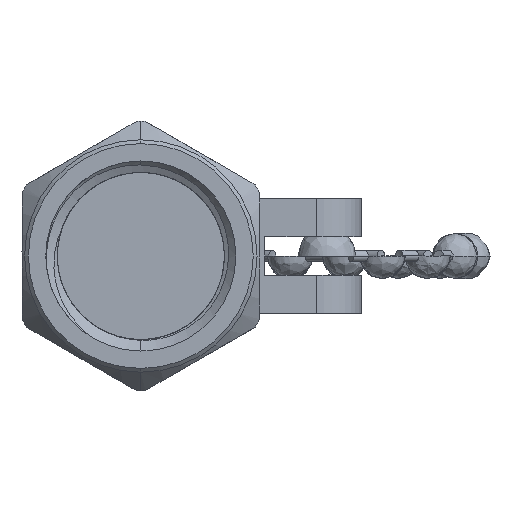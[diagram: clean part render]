
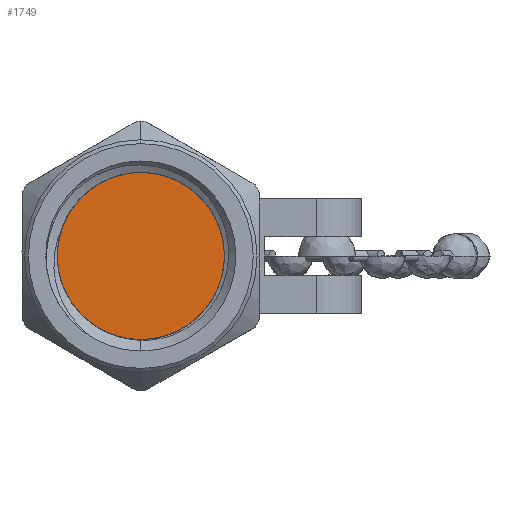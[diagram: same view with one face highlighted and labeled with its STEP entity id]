
A CAD part, left-side view. The second image highlights one B-rep face of the part: STEP entity #1749.
In plain terms, the highlighted face is planar.
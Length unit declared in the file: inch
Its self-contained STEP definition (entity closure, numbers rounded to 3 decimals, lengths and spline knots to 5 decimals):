
#338 = CARTESIAN_POINT ( 'NONE',  ( 0.2, 0.11513, -0.04795 ) ) ;
#430 = ORIENTED_EDGE ( 'NONE', *, *, #6771, .T. ) ;
#604 = CARTESIAN_POINT ( 'NONE',  ( 0.2, 0.01922, 0.11602 ) ) ;
#759 = CARTESIAN_POINT ( 'NONE',  ( 0.19999, 0.11886, -0.03862 ) ) ;
#1121 = PLANE ( 'NONE',  #5246 ) ;
#1182 = CARTESIAN_POINT ( 'NONE',  ( 0.2, 0., 0. ) ) ;
#1268 = CARTESIAN_POINT ( 'NONE',  ( 0.2, -0.06927, 0.08757 ) ) ;
#1362 = CARTESIAN_POINT ( 'NONE',  ( 0.2, -0.10864, -0.02202 ) ) ;
#1583 = ORIENTED_EDGE ( 'NONE', *, *, #10700, .T. ) ;
#1749 = ADVANCED_FACE ( 'NONE', ( #7396 ), #1121, .T. ) ;
#1805 = B_SPLINE_CURVE_WITH_KNOTS ( 'NONE', 3,
 ( #7675, #338, #2238, #2115, #5106, #2296, #9580, #9468, #3182, #7562, #4079, #3968, #11312, #6773, #11200, #6712, #6831, #3237 ),
 .UNSPECIFIED., .F., .F.,
 ( 4, 2, 2, 2, 2, 2, 2, 2, 4 ),
 ( 0., 0.125, 0.25, 0.375, 0.5, 0.625, 0.75, 0.875, 1. ),
 .UNSPECIFIED. ) ;
#1971 = CARTESIAN_POINT ( 'NONE',  ( 0.2, -0.08205, 0.07308 ) ) ;
#2115 = CARTESIAN_POINT ( 'NONE',  ( 0.2, 0.09961, -0.07224 ) ) ;
#2226 = CARTESIAN_POINT ( 'NONE',  ( 0.2, -0.02751, 0.11172 ) ) ;
#2238 = CARTESIAN_POINT ( 'NONE',  ( 0.2, 0.11053, -0.05655 ) ) ;
#2261 = CARTESIAN_POINT ( 'NONE',  ( 0.2, -0.08205, 0.07308 ) ) ;
#2271 = EDGE_CURVE ( 'NONE', #4544, #6123, #1805, .T. ) ;
#2296 = CARTESIAN_POINT ( 'NONE',  ( 0.2, 0.07884, -0.09212 ) ) ;
#2299 = CARTESIAN_POINT ( 'NONE',  ( 0.2, 0.11978, 0.03913 ) ) ;
#2355 = CARTESIAN_POINT ( 'NONE',  ( 0.2, 0.11296, 0.05354 ) ) ;
#2673 = CARTESIAN_POINT ( 'NONE',  ( 0.2, -0.10486, -0.03597 ) ) ;
#3027 = CARTESIAN_POINT ( 'NONE',  ( 0.2, -0.09187, 0.06206 ) ) ;
#3182 = CARTESIAN_POINT ( 'NONE',  ( 0.2, 0.04471, -0.10993 ) ) ;
#3228 = CARTESIAN_POINT ( 'NONE',  ( 0.2, 0.06624, 0.10155 ) ) ;
#3237 = CARTESIAN_POINT ( 'NONE',  ( 0.2, -0.07167, -0.08329 ) ) ;
#3241 = CARTESIAN_POINT ( 'NONE',  ( 0.2, 0.12576, -0.00787 ) ) ;
#3310 = B_SPLINE_CURVE_WITH_KNOTS ( 'NONE', 3,
 ( #2355, #2299, #11438, #3241, #5998, #5942 ),
 .UNSPECIFIED., .F., .F.,
 ( 4, 2, 4 ),
 ( 0., 0.5, 1. ),
 .UNSPECIFIED. ) ;
#3403 = CARTESIAN_POINT ( 'NONE',  ( 0.2, 0.01545, 0.11634 ) ) ;
#3968 = CARTESIAN_POINT ( 'NONE',  ( 0.2, -0.00315, -0.11555 ) ) ;
#4013 = CARTESIAN_POINT ( 'NONE',  ( 0.2, -0.05386, 0.09938 ) ) ;
#4079 = CARTESIAN_POINT ( 'NONE',  ( 0.2, 0.01645, -0.11563 ) ) ;
#4242 = CARTESIAN_POINT ( 'NONE',  ( 0.2, 0.1034, 0.071 ) ) ;
#4352 = EDGE_LOOP ( 'NONE', ( #430, #1583, #10921, #5957 ) ) ;
#4471 = CARTESIAN_POINT ( 'NONE',  ( 0.2, -0.08282, -0.07369 ) ) ;
#4544 = VERTEX_POINT ( 'NONE', #759 ) ;
#4704 = DIRECTION ( 'NONE',  ( -1., 0., 0. ) ) ;
#4736 = B_SPLINE_CURVE_WITH_KNOTS ( 'NONE', 3,
 ( #7219, #4471, #10863, #2673, #1362, #7699, #7586, #9430, #3027, #2261 ),
 .UNSPECIFIED., .F., .F.,
 ( 4, 2, 2, 2, 4 ),
 ( 0., 0.25, 0.5, 0.75, 1. ),
 .UNSPECIFIED. ) ;
#4998 = VERTEX_POINT ( 'NONE', #5349 ) ;
#5106 = CARTESIAN_POINT ( 'NONE',  ( 0.2, 0.09333, -0.0793 ) ) ;
#5246 = AXIS2_PLACEMENT_3D ( 'NONE', #1182, #4704, #5726 ) ;
#5349 = CARTESIAN_POINT ( 'NONE',  ( 0.2, 0.11296, 0.05354 ) ) ;
#5726 = DIRECTION ( 'NONE',  ( 0., 0., 1. ) ) ;
#5814 = CARTESIAN_POINT ( 'NONE',  ( 0.2, -0.08205, 0.07308 ) ) ;
#5942 = CARTESIAN_POINT ( 'NONE',  ( 0.19999, 0.11886, -0.03862 ) ) ;
#5957 = ORIENTED_EDGE ( 'NONE', *, *, #2271, .T. ) ;
#5988 = EDGE_CURVE ( 'NONE', #4998, #4544, #3310, .T. ) ;
#5998 = CARTESIAN_POINT ( 'NONE',  ( 0.2, 0.1238, -0.02342 ) ) ;
#6123 = VERTEX_POINT ( 'NONE', #11011 ) ;
#6712 = CARTESIAN_POINT ( 'NONE',  ( 0.2, -0.05709, -0.096 ) ) ;
#6771 = EDGE_CURVE ( 'NONE', #6123, #10981, #4736, .T. ) ;
#6773 = CARTESIAN_POINT ( 'NONE',  ( 0.2, -0.03134, -0.10933 ) ) ;
#6831 = CARTESIAN_POINT ( 'NONE',  ( 0.2, -0.06476, -0.09015 ) ) ;
#7052 = CARTESIAN_POINT ( 'NONE',  ( 0.2, 0.01173, 0.11659 ) ) ;
#7219 = CARTESIAN_POINT ( 'NONE',  ( 0.2, -0.07167, -0.08329 ) ) ;
#7396 = FACE_OUTER_BOUND ( 'NONE', #4352, .T. ) ;
#7562 = CARTESIAN_POINT ( 'NONE',  ( 0.2, 0.02593, -0.11451 ) ) ;
#7586 = CARTESIAN_POINT ( 'NONE',  ( 0.2, -0.10871, 0.02171 ) ) ;
#7665 = CARTESIAN_POINT ( 'NONE',  ( 0.2, -0.04546, 0.10423 ) ) ;
#7675 = CARTESIAN_POINT ( 'NONE',  ( 0.19999, 0.11886, -0.03862 ) ) ;
#7699 = CARTESIAN_POINT ( 'NONE',  ( 0.2, -0.11062, 0.00734 ) ) ;
#7724 = CARTESIAN_POINT ( 'NONE',  ( 0.2, 0.03004, 0.11482 ) ) ;
#8615 = CARTESIAN_POINT ( 'NONE',  ( 0.2, 0.11296, 0.05354 ) ) ;
#8677 = CARTESIAN_POINT ( 'NONE',  ( 0.2, 0.01793, 0.11614 ) ) ;
#8735 = CARTESIAN_POINT ( 'NONE',  ( 0.2, -0.01366, 0.11551 ) ) ;
#9430 = CARTESIAN_POINT ( 'NONE',  ( 0.2, -0.09916, 0.04958 ) ) ;
#9456 = CARTESIAN_POINT ( 'NONE',  ( 0.2, -0.07611, 0.08076 ) ) ;
#9468 = CARTESIAN_POINT ( 'NONE',  ( 0.2, 0.05373, -0.10655 ) ) ;
#9580 = CARTESIAN_POINT ( 'NONE',  ( 0.2, 0.07082, -0.09762 ) ) ;
#9824 = B_SPLINE_CURVE_WITH_KNOTS ( 'NONE', 3,
 ( #5814, #9456, #1268, #4013, #7665, #2226, #8735, #10466, #7052, #3403, #8677, #604, #7724, #10697, #11365, #3228, #10527, #4242, #8615 ),
 .UNSPECIFIED., .F., .F.,
 ( 4, 2, 2, 1, 1, 1, 2, 2, 2, 2, 4 ),
 ( 0., 0.125, 0.25, 0.375, 0.4375, 0.46875, 0.48437, 0.5, 0.625, 0.75, 1. ),
 .UNSPECIFIED. ) ;
#10466 = CARTESIAN_POINT ( 'NONE',  ( 0.2, 0.00316, 0.11676 ) ) ;
#10527 = CARTESIAN_POINT ( 'NONE',  ( 0.2, 0.09053, 0.08519 ) ) ;
#10697 = CARTESIAN_POINT ( 'NONE',  ( 0.2, 0.03945, 0.11261 ) ) ;
#10700 = EDGE_CURVE ( 'NONE', #10981, #4998, #9824, .T. ) ;
#10863 = CARTESIAN_POINT ( 'NONE',  ( 0.2, -0.09173, -0.06224 ) ) ;
#10921 = ORIENTED_EDGE ( 'NONE', *, *, #5988, .T. ) ;
#10981 = VERTEX_POINT ( 'NONE', #1971 ) ;
#11011 = CARTESIAN_POINT ( 'NONE',  ( 0.2, -0.07167, -0.08329 ) ) ;
#11200 = CARTESIAN_POINT ( 'NONE',  ( 0.2, -0.04024, -0.10566 ) ) ;
#11312 = CARTESIAN_POINT ( 'NONE',  ( 0.2, -0.01266, -0.11431 ) ) ;
#11365 = CARTESIAN_POINT ( 'NONE',  ( 0.2, 0.05765, 0.10594 ) ) ;
#11438 = CARTESIAN_POINT ( 'NONE',  ( 0.2, 0.12371, 0.02392 ) ) ;
